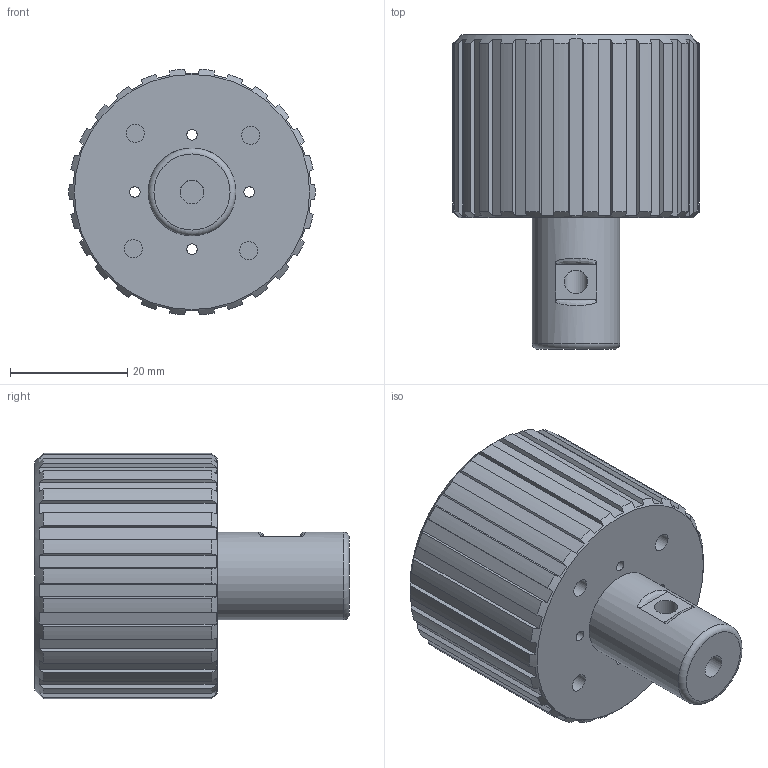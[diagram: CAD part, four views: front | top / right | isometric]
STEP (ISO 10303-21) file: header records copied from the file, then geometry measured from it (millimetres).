
FILE_DESCRIPTION(/* description */ ('','CAx-IF Rec.Pracs.---Representation and Presentation of Product Manufacturing Information (PMI)---4.0---2014-10-13'),/* implementation_level */ '2;1');
FILE_NAME(/* name */ 'Main_button_hypatia.step',/* time_stamp */ '2025-01-27T13:07:21+01:00',/* author */ (''),/* organization */ (''),/* preprocessor_version */ 'ST-DEVELOPER v20',/* originating_system */ 'Autodesk Translation Framework v13.20.0.188',/* authorisation */ '');
FILE_SCHEMA (('AP242_MANAGED_MODEL_BASED_3D_ENGINEERING_MIM_LF { 1 0 10303 442 1 1 4 }'));
Length unit declared in the file: millimetre
Products named in the file (1): FusionComponent
Bounding box: 42.04 x 53.7 x 41.97 mm (x, y, z)
Volume: 22097.3 mm3; surface area: 12408.1 mm2
Topology: 1 solids, 1 shells, 149 faces, 405 edges, 270 vertices
Faces by surface type: plane 94, cylinder 42, torus 9, bspline 2, cone 2
Full cylindrical faces by diameter (mm): 1.8 x4, 3.1 x4, 4 x6, 15 x1, 36.758 x1
Entity records: 4852 total; most frequent: CARTESIAN_POINT 1397, ORIENTED_EDGE 810, DIRECTION 650, EDGE_CURVE 405, VERTEX_POINT 270, AXIS2_PLACEMENT_3D 261, EDGE_LOOP 171, FACE_OUTER_BOUND 149
